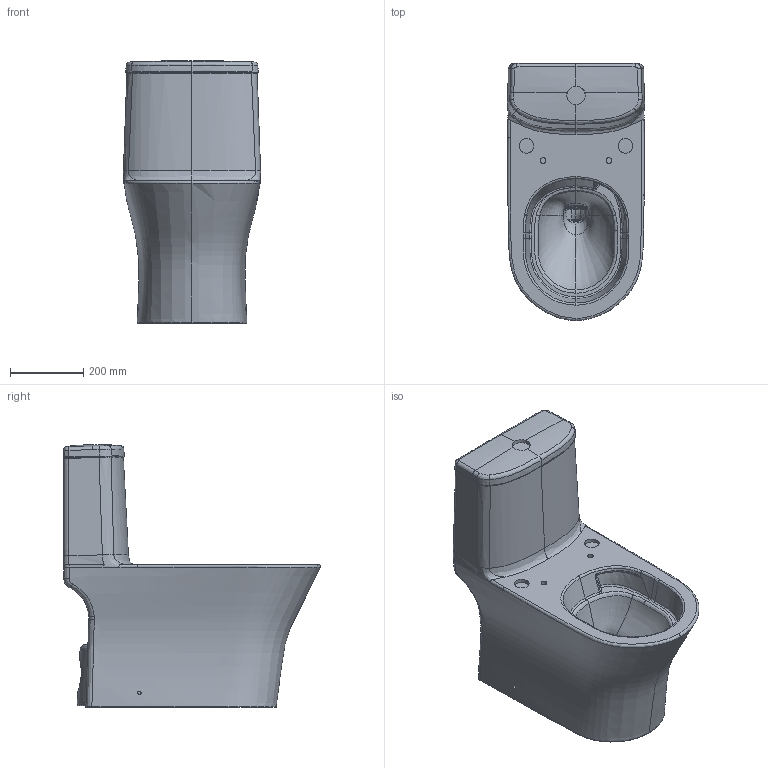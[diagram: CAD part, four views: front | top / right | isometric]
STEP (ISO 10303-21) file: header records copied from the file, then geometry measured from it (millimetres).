
FILE_DESCRIPTION(/* description */ (''),/* implementation_level */ '2;1');
FILE_NAME(/* name */ '4665A0_4665A1_4665A2_4665A5_4665AS.stp',/* time_stamp */ '2023-12-11T08:56:01+01:00',/* author */ (''),/* organization */ (''),/* preprocessor_version */ 'ST-DEVELOPER v18.1',/* originating_system */ 'SIEMENS PLM Software NX 1973',/* authorisation */ '');
FILE_SCHEMA (('AUTOMOTIVE_DESIGN { 1 0 10303 214 3 1 1 1 }'));
Products named in the file (1): Muel3894A7D4hsgi
Bounding box: 374.77 x 701.2 x 717.51 mm (x, y, z)
Volume: 74949131.4 mm3; surface area: 1449137.8 mm2
Topology: 1 solids, 1 shells, 302 faces, 2307 edges, 3483 vertices
Faces by surface type: bspline 249, cylinder 26, plane 17, extrusion 8, sphere 1, torus 1
Full cylindrical faces by diameter (mm): 9 x2, 16 x2, 40 x2, 50 x1, 90 x1
Entity records: 90563 total; most frequent: CARTESIAN_POINT 73294, DIRECTION 1864, ORIENTED_EDGE 1622, VECTOR 1502, LINE 1494, STYLED_ITEM 1478, PRESENTATION_STYLE_ASSIGNMENT 1478, CURVE_STYLE 1477
